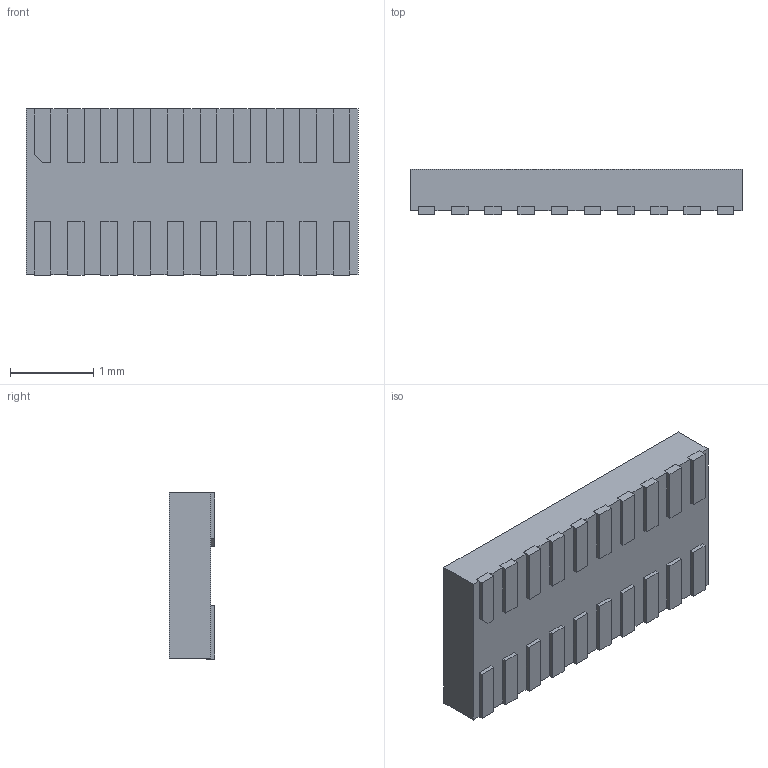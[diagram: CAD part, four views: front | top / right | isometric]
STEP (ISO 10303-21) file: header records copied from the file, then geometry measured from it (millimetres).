
FILE_DESCRIPTION(('FreeCAD Model'),'2;1');
FILE_NAME('User Library-USON20.step', '2018-10-25T14:00:57',('kicad StepUp'),('ksu MCAD'), 'Open CASCADE STEP processor 7.2','FreeCAD','Unknown');
FILE_SCHEMA(('AUTOMOTIVE_DESIGN { 1 0 10303 214 1 1 1 1 }'));
Length unit declared in the file: millimetre
Products named in the file (1): User_Library-USON20
Bounding box: 4 x 0.55 x 2 mm (x, y, z)
Volume: 4.1 mm3; surface area: 23.7 mm2
Topology: 1 solids, 1 shells, 207 faces, 588 edges, 392 vertices
Faces by surface type: plane 160, bspline 45, cylinder 2
Entity records: 10794 total; most frequent: CARTESIAN_POINT 4249, ORIENTED_EDGE 1176, DIRECTION 828, EDGE_CURVE 588, LINE 494, VECTOR 494, VERTEX_POINT 392, FACE_BOUND 216
